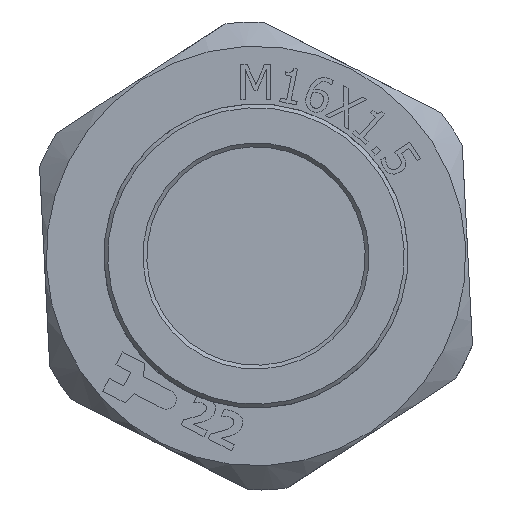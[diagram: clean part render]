
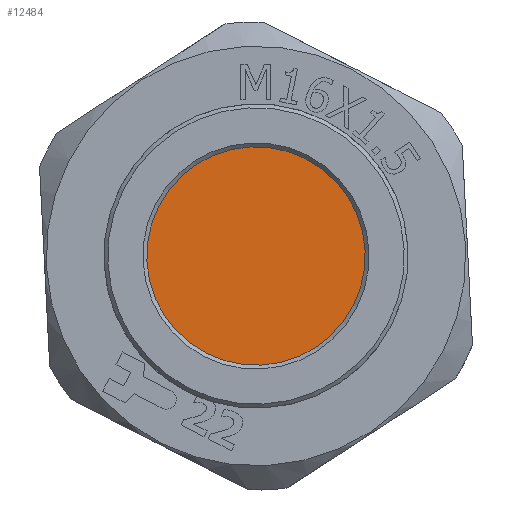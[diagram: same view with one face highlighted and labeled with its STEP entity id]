
A CAD part, front view. The second image highlights one B-rep face of the part: STEP entity #12484.
In plain terms, the highlighted planar face has unit normal (0, -1, 0).
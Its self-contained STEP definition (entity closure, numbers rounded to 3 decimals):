
#3824=FACE_OUTER_BOUND('',#4472,.T.);
#4472=EDGE_LOOP('',(#8275));
#5149=CIRCLE('',#13153,5.6);
#5220=VERTEX_POINT('',#16325);
#6439=EDGE_CURVE('',#5220,#5220,#5149,.T.);
#8275=ORIENTED_EDGE('',*,*,#6439,.F.);
#11947=PLANE('',#13152);
#12484=ADVANCED_FACE('',(#3824),#11947,.T.);
#13152=AXIS2_PLACEMENT_3D('',#16324,#13791,#13792);
#13153=AXIS2_PLACEMENT_3D('',#16326,#13793,#13794);
#13791=DIRECTION('center_axis',(0.,-1.,0.));
#13792=DIRECTION('ref_axis',(0.,0.,-1.));
#13793=DIRECTION('center_axis',(0.,1.,0.));
#13794=DIRECTION('ref_axis',(0.999,0.,0.051));
#16324=CARTESIAN_POINT('Origin',(-6.018,34.425,0.));
#16325=CARTESIAN_POINT('',(-11.611,34.425,-0.286));
#16326=CARTESIAN_POINT('Origin',(-6.018,34.425,0.));
